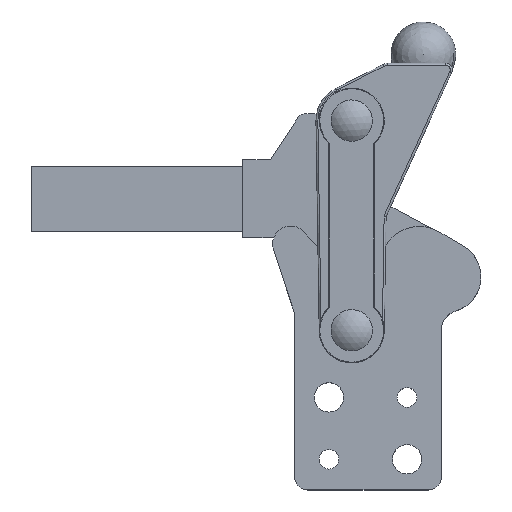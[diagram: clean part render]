
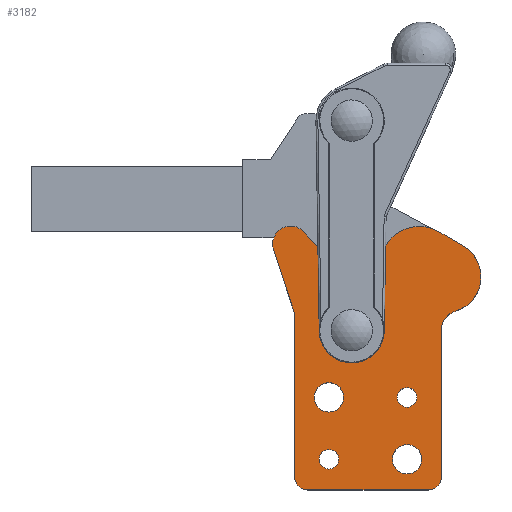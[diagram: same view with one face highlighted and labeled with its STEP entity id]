
A CAD part, top view. The second image highlights one B-rep face of the part: STEP entity #3182.
In plain terms, the highlighted planar face has unit normal (0, 0, 1).
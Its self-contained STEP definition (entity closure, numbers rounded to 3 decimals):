
#183=FACE_BOUND('',#479,.T.);
#184=FACE_BOUND('',#480,.T.);
#185=FACE_BOUND('',#481,.T.);
#186=FACE_BOUND('',#482,.T.);
#187=FACE_BOUND('',#483,.T.);
#281=FACE_OUTER_BOUND('',#478,.T.);
#478=EDGE_LOOP('',(#2187,#2188,#2189,#2190,#2191,#2192,#2193,#2194,#2195,
#2196,#2197,#2198,#2199));
#479=EDGE_LOOP('',(#2200));
#480=EDGE_LOOP('',(#2201));
#481=EDGE_LOOP('',(#2202));
#482=EDGE_LOOP('',(#2203));
#483=EDGE_LOOP('',(#2204));
#773=CIRCLE('',#3391,6.);
#774=CIRCLE('',#3392,11.);
#775=CIRCLE('',#3393,12.);
#776=CIRCLE('',#3394,12.);
#777=CIRCLE('',#3395,5.5);
#778=CIRCLE('',#3396,4.);
#779=CIRCLE('',#3397,4.);
#780=CIRCLE('',#3398,4.);
#781=CIRCLE('',#3399,4.5);
#782=CIRCLE('',#3400,3.);
#783=CIRCLE('',#3401,3.);
#784=CIRCLE('',#3402,4.5);
#938=LINE('',#4758,#1181);
#939=LINE('',#4764,#1182);
#940=LINE('',#4770,#1183);
#941=LINE('',#4774,#1184);
#942=LINE('',#4776,#1185);
#943=LINE('',#4780,#1186);
#1181=VECTOR('',#3767,45.092);
#1182=VECTOR('',#3772,8.65);
#1183=VECTOR('',#3777,8.8);
#1184=VECTOR('',#3780,20.825);
#1185=VECTOR('',#3781,50.);
#1186=VECTOR('',#3784,37.);
#1424=VERTEX_POINT('',#4756);
#1425=VERTEX_POINT('',#4757);
#1426=VERTEX_POINT('',#4759);
#1427=VERTEX_POINT('',#4761);
#1428=VERTEX_POINT('',#4763);
#1429=VERTEX_POINT('',#4765);
#1430=VERTEX_POINT('',#4767);
#1431=VERTEX_POINT('',#4769);
#1432=VERTEX_POINT('',#4771);
#1433=VERTEX_POINT('',#4773);
#1434=VERTEX_POINT('',#4775);
#1435=VERTEX_POINT('',#4777);
#1436=VERTEX_POINT('',#4779);
#1437=VERTEX_POINT('',#4782);
#1438=VERTEX_POINT('',#4784);
#1439=VERTEX_POINT('',#4786);
#1440=VERTEX_POINT('',#4788);
#1441=VERTEX_POINT('',#4790);
#1739=EDGE_CURVE('',#1424,#1425,#938,.T.);
#1740=EDGE_CURVE('',#1426,#1424,#773,.T.);
#1741=EDGE_CURVE('',#1427,#1426,#774,.T.);
#1742=EDGE_CURVE('',#1428,#1427,#939,.T.);
#1743=EDGE_CURVE('',#1429,#1428,#775,.T.);
#1744=EDGE_CURVE('',#1430,#1429,#776,.T.);
#1745=EDGE_CURVE('',#1431,#1430,#940,.T.);
#1746=EDGE_CURVE('',#1432,#1431,#777,.T.);
#1747=EDGE_CURVE('',#1433,#1432,#941,.T.);
#1748=EDGE_CURVE('',#1434,#1433,#942,.T.);
#1749=EDGE_CURVE('',#1435,#1434,#778,.T.);
#1750=EDGE_CURVE('',#1436,#1435,#943,.T.);
#1751=EDGE_CURVE('',#1425,#1436,#779,.T.);
#1752=EDGE_CURVE('',#1437,#1437,#780,.T.);
#1753=EDGE_CURVE('',#1438,#1438,#781,.T.);
#1754=EDGE_CURVE('',#1439,#1439,#782,.T.);
#1755=EDGE_CURVE('',#1440,#1440,#783,.T.);
#1756=EDGE_CURVE('',#1441,#1441,#784,.T.);
#2187=ORIENTED_EDGE('',*,*,#1739,.F.);
#2188=ORIENTED_EDGE('',*,*,#1740,.F.);
#2189=ORIENTED_EDGE('',*,*,#1741,.F.);
#2190=ORIENTED_EDGE('',*,*,#1742,.F.);
#2191=ORIENTED_EDGE('',*,*,#1743,.F.);
#2192=ORIENTED_EDGE('',*,*,#1744,.F.);
#2193=ORIENTED_EDGE('',*,*,#1745,.F.);
#2194=ORIENTED_EDGE('',*,*,#1746,.F.);
#2195=ORIENTED_EDGE('',*,*,#1747,.F.);
#2196=ORIENTED_EDGE('',*,*,#1748,.F.);
#2197=ORIENTED_EDGE('',*,*,#1749,.F.);
#2198=ORIENTED_EDGE('',*,*,#1750,.F.);
#2199=ORIENTED_EDGE('',*,*,#1751,.F.);
#2200=ORIENTED_EDGE('',*,*,#1752,.F.);
#2201=ORIENTED_EDGE('',*,*,#1753,.T.);
#2202=ORIENTED_EDGE('',*,*,#1754,.T.);
#2203=ORIENTED_EDGE('',*,*,#1755,.T.);
#2204=ORIENTED_EDGE('',*,*,#1756,.T.);
#3083=PLANE('',#3390);
#3182=ADVANCED_FACE('',(#281,#183,#184,#185,#186,#187),#3083,.T.);
#3390=AXIS2_PLACEMENT_3D('',#4755,#3765,#3766);
#3391=AXIS2_PLACEMENT_3D('',#4760,#3768,#3769);
#3392=AXIS2_PLACEMENT_3D('',#4762,#3770,#3771);
#3393=AXIS2_PLACEMENT_3D('',#4766,#3773,#3774);
#3394=AXIS2_PLACEMENT_3D('',#4768,#3775,#3776);
#3395=AXIS2_PLACEMENT_3D('',#4772,#3778,#3779);
#3396=AXIS2_PLACEMENT_3D('',#4778,#3782,#3783);
#3397=AXIS2_PLACEMENT_3D('',#4781,#3785,#3786);
#3398=AXIS2_PLACEMENT_3D('',#4783,#3787,#3788);
#3399=AXIS2_PLACEMENT_3D('',#4785,#3789,#3790);
#3400=AXIS2_PLACEMENT_3D('',#4787,#3791,#3792);
#3401=AXIS2_PLACEMENT_3D('',#4789,#3793,#3794);
#3402=AXIS2_PLACEMENT_3D('',#4791,#3795,#3796);
#3765=DIRECTION('center_axis',(0.,0.,
1.));
#3766=DIRECTION('ref_axis',(1.,0.,0.));
#3767=DIRECTION('',(0.,-1.,0.));
#3768=DIRECTION('center_axis',(0.,0.,
1.));
#3769=DIRECTION('ref_axis',(0.282,-0.959,0.));
#3770=DIRECTION('center_axis',(0.,0.,
-1.));
#3771=DIRECTION('ref_axis',(0.282,-0.959,0.));
#3772=DIRECTION('',(0.863,-0.504,0.));
#3773=DIRECTION('center_axis',(0.,0.,
-1.));
#3774=DIRECTION('ref_axis',(0.504,0.863,0.));
#3775=DIRECTION('center_axis',(0.,0.,
1.));
#3776=DIRECTION('ref_axis',(0.731,0.682,0.));
#3777=DIRECTION('',(0.682,-0.731,0.));
#3778=DIRECTION('center_axis',(0.,0.,
-1.));
#3779=DIRECTION('ref_axis',(0.731,0.682,0.));
#3780=DIRECTION('',(-0.313,0.95,0.));
#3781=DIRECTION('',(0.,1.,0.));
#3782=DIRECTION('center_axis',(0.,0.,
-1.));
#3783=DIRECTION('ref_axis',(-1.,0.,0.));
#3784=DIRECTION('',(-1.,0.,0.));
#3785=DIRECTION('center_axis',(0.,0.,
-1.));
#3786=DIRECTION('ref_axis',(0.,-1.,0.));
#3787=DIRECTION('center_axis',(0.,0.,
1.));
#3788=DIRECTION('ref_axis',(1.,0.,0.));
#3789=DIRECTION('center_axis',(0.,0.,
-1.));
#3790=DIRECTION('ref_axis',(-1.,0.,0.));
#3791=DIRECTION('center_axis',(0.,0.,
-1.));
#3792=DIRECTION('ref_axis',(-1.,0.,0.));
#3793=DIRECTION('center_axis',(0.,0.,
-1.));
#3794=DIRECTION('ref_axis',(-1.,0.,0.));
#3795=DIRECTION('center_axis',(0.,0.,
-1.));
#3796=DIRECTION('ref_axis',(-1.,0.,0.));
#4755=CARTESIAN_POINT('Origin',(-4.364,10.868,10.556));
#4756=CARTESIAN_POINT('',(17.386,17.232,10.556));
#4757=CARTESIAN_POINT('',(17.386,-27.86,10.556));
#4758=CARTESIAN_POINT('',(17.386,-27.86,10.556));
#4759=CARTESIAN_POINT('',(21.692,22.988,10.556));
#4760=CARTESIAN_POINT('Origin',(23.386,17.232,10.556));
#4761=CARTESIAN_POINT('',(24.135,43.038,10.556));
#4762=CARTESIAN_POINT('Origin',(18.586,33.54,10.556));
#4763=CARTESIAN_POINT('',(16.666,47.402,10.556));
#4764=CARTESIAN_POINT('',(24.135,43.038,10.556));
#4765=CARTESIAN_POINT('',(0.249,43.09,10.556));
#4766=CARTESIAN_POINT('Origin',(10.612,37.04,10.556));
#4767=CARTESIAN_POINT('',(-18.89,40.956,10.556));
#4768=CARTESIAN_POINT('Origin',(-10.114,49.14,10.556));
#4769=CARTESIAN_POINT('',(-24.892,47.391,10.556));
#4770=CARTESIAN_POINT('',(-18.89,40.956,10.556));
#4771=CARTESIAN_POINT('',(-34.137,41.917,10.556));
#4772=CARTESIAN_POINT('Origin',(-28.914,43.64,10.556));
#4773=CARTESIAN_POINT('',(-27.614,22.14,10.556));
#4774=CARTESIAN_POINT('',(-34.137,41.917,10.556));
#4775=CARTESIAN_POINT('',(-27.614,-27.86,10.556));
#4776=CARTESIAN_POINT('',(-27.614,22.14,10.556));
#4777=CARTESIAN_POINT('',(-23.614,-31.86,10.556));
#4778=CARTESIAN_POINT('Origin',(-23.614,-27.86,10.556));
#4779=CARTESIAN_POINT('',(13.386,-31.86,10.556));
#4780=CARTESIAN_POINT('',(-23.614,-31.86,10.556));
#4781=CARTESIAN_POINT('Origin',(13.386,-27.86,10.556));
#4782=CARTESIAN_POINT('',(-14.114,17.14,10.556));
#4783=CARTESIAN_POINT('Origin',(-10.114,17.14,10.556));
#4784=CARTESIAN_POINT('',(11.386,-22.46,10.556));
#4785=CARTESIAN_POINT('Origin',(6.886,-22.46,10.556));
#4786=CARTESIAN_POINT('',(-14.114,-22.46,10.556));
#4787=CARTESIAN_POINT('Origin',(-17.114,-22.46,10.556));
#4788=CARTESIAN_POINT('',(9.886,-3.46,10.556));
#4789=CARTESIAN_POINT('Origin',(6.886,-3.46,10.556));
#4790=CARTESIAN_POINT('',(-12.614,-3.46,10.556));
#4791=CARTESIAN_POINT('Origin',(-17.114,-3.46,10.556));
